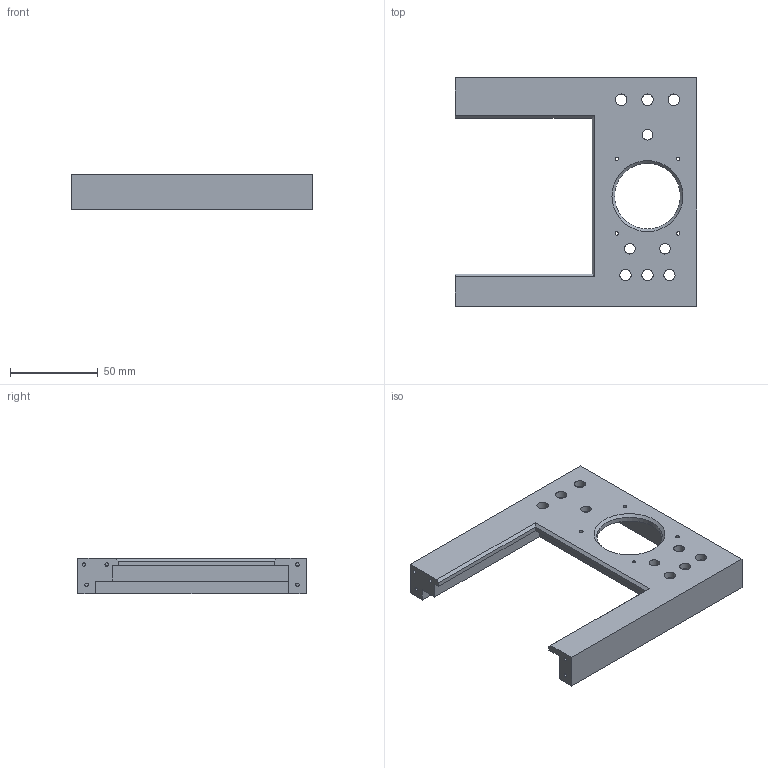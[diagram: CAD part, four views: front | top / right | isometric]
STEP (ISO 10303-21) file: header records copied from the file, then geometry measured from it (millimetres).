
FILE_DESCRIPTION(('FreeCAD Model'),'2;1');
FILE_NAME('Open CASCADE Shape Model','2025-12-22T14:00:41',(''),(''), 'Open CASCADE STEP processor 7.8','FreeCAD','Unknown');
FILE_SCHEMA(('AUTOMOTIVE_DESIGN { 1 0 10303 214 1 1 1 1 }'));
Length unit declared in the file: millimetre
Products named in the file (1): MultipartCutPocket
Bounding box: 137.5 x 130.25 x 20 mm (x, y, z)
Volume: 74331.2 mm3; surface area: 41855.7 mm2
Topology: 1 solids, 1 shells, 87 faces, 246 edges, 158 vertices
Faces by surface type: plane 51, cylinder 35, cone 1
Full cylindrical faces by diameter (mm): 2 x19, 6 x3, 6.5 x6, 37.5 x1
Entity records: 3426 total; most frequent: CARTESIAN_POINT 994, DIRECTION 492, ORIENTED_EDGE 492, EDGE_CURVE 246, AXIS2_PLACEMENT_3D 168, VERTEX_POINT 158, LINE 156, VECTOR 156
